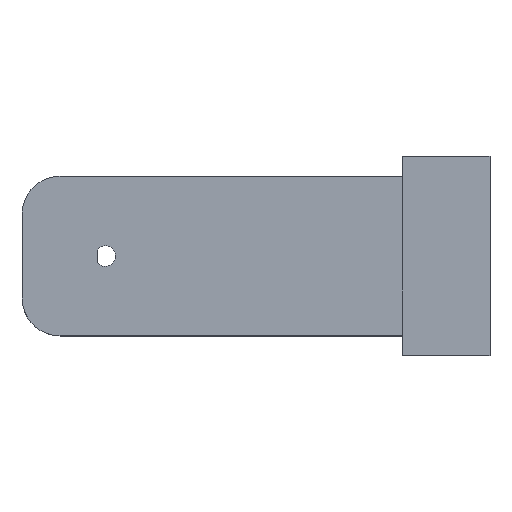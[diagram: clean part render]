
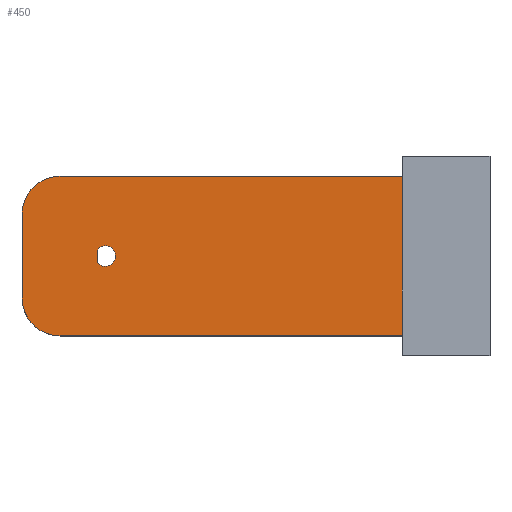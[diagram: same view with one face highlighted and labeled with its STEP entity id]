
A CAD part, top view. The second image highlights one B-rep face of the part: STEP entity #450.
In plain terms, the highlighted planar face has unit normal (0, 0, 1).
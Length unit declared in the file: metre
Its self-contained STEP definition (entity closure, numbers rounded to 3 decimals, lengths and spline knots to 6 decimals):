
#15=CIRCLE('',#487,0.0027);
#16=CIRCLE('',#488,0.01);
#17=CIRCLE('',#489,0.01);
#67=ORIENTED_EDGE('',*,*,#190,.F.);
#68=ORIENTED_EDGE('',*,*,#191,.F.);
#69=ORIENTED_EDGE('',*,*,#184,.T.);
#70=ORIENTED_EDGE('',*,*,#192,.T.);
#71=ORIENTED_EDGE('',*,*,#186,.T.);
#72=ORIENTED_EDGE('',*,*,#193,.F.);
#73=ORIENTED_EDGE('',*,*,#180,.F.);
#74=ORIENTED_EDGE('',*,*,#194,.T.);
#180=EDGE_CURVE('',#240,#241,#286,.T.);
#184=EDGE_CURVE('',#245,#244,#290,.T.);
#186=EDGE_CURVE('',#246,#247,#292,.T.);
#190=EDGE_CURVE('',#249,#250,#15,.T.);
#191=EDGE_CURVE('',#250,#249,#296,.T.);
#192=EDGE_CURVE('',#244,#246,#16,.T.);
#193=EDGE_CURVE('',#241,#247,#297,.T.);
#194=EDGE_CURVE('',#240,#245,#17,.T.);
#240=VERTEX_POINT('',#690);
#241=VERTEX_POINT('',#692);
#244=VERTEX_POINT('',#699);
#245=VERTEX_POINT('',#701);
#246=VERTEX_POINT('',#705);
#247=VERTEX_POINT('',#706);
#249=VERTEX_POINT('',#713);
#250=VERTEX_POINT('',#714);
#286=LINE('',#691,#344);
#290=LINE('',#700,#348);
#292=LINE('',#704,#350);
#296=LINE('',#715,#354);
#297=LINE('',#717,#355);
#344=VECTOR('',#551,1.);
#348=VECTOR('',#557,1.);
#350=VECTOR('',#561,1.);
#354=VECTOR('',#569,1.);
#355=VECTOR('',#572,1.);
#379=EDGE_LOOP('',(#67,#68));
#380=EDGE_LOOP('',(#69,#70,#71,#72,#73,#74));
#405=FACE_BOUND('',#379,.T.);
#406=FACE_BOUND('',#380,.T.);
#430=PLANE('',#486);
#450=ADVANCED_FACE('',(#405,#406),#430,.T.);
#486=AXIS2_PLACEMENT_3D('',#711,#565,#566);
#487=AXIS2_PLACEMENT_3D('',#712,#567,#568);
#488=AXIS2_PLACEMENT_3D('',#716,#570,#571);
#489=AXIS2_PLACEMENT_3D('',#718,#573,#574);
#551=DIRECTION('',(1.,0.,0.));
#557=DIRECTION('',(0.,-1.,0.));
#561=DIRECTION('',(1.,0.,0.));
#565=DIRECTION('',(0.,0.,1.));
#566=DIRECTION('',(1.,0.,0.));
#567=DIRECTION('',(0.,0.,1.));
#568=DIRECTION('',(1.,0.,0.));
#569=DIRECTION('',(0.,-1.,0.));
#570=DIRECTION('',(0.,0.,1.));
#571=DIRECTION('',(1.,0.,0.));
#572=DIRECTION('',(0.,-1.,0.));
#573=DIRECTION('',(0.,0.,1.));
#574=DIRECTION('',(1.,0.,0.));
#690=CARTESIAN_POINT('',(-0.04,0.021,0.015));
#691=CARTESIAN_POINT('',(0.,0.021,0.015));
#692=CARTESIAN_POINT('',(0.05,0.021,0.015));
#699=CARTESIAN_POINT('',(-0.05,-0.011,0.015));
#700=CARTESIAN_POINT('',(-0.05,0.,0.015));
#701=CARTESIAN_POINT('',(-0.05,0.011,0.015));
#704=CARTESIAN_POINT('',(0.,-0.021,0.015));
#705=CARTESIAN_POINT('',(-0.04,-0.021,0.015));
#706=CARTESIAN_POINT('',(0.05,-0.021,0.015));
#711=CARTESIAN_POINT('',(0.0115,0.,0.015));
#712=CARTESIAN_POINT('',(-0.028088,0.,0.015));
#713=CARTESIAN_POINT('',(-0.030288,-0.001565,0.015));
#714=CARTESIAN_POINT('',(-0.030288,0.001565,0.015));
#715=CARTESIAN_POINT('',(-0.030288,0.,0.015));
#716=CARTESIAN_POINT('',(-0.04,-0.011,0.015));
#717=CARTESIAN_POINT('',(0.05,0.,0.015));
#718=CARTESIAN_POINT('',(-0.04,0.011,0.015));
